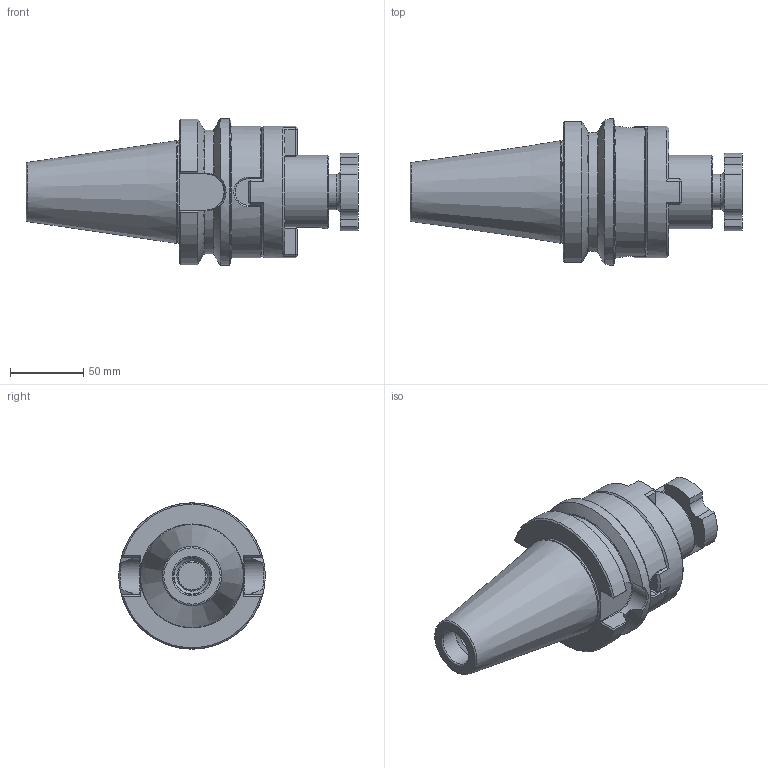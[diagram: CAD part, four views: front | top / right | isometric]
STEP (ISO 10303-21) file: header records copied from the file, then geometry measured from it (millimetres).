
FILE_DESCRIPTION( ( 'Unknown' ), '1' );
FILE_NAME( '215045050-B.stp', 'Unknown', ( 'Unknown' ), ( 'Unknown' ), 'PSStep 15.0.49', 'Unknown', ' ' );
FILE_SCHEMA( ( 'AUTOMOTIVE_DESIGN { 1 0 10303 214 1 1 1 1 }' ) );
Length unit declared in the file: millimetre
Products named in the file (3): 1; 2; 3
Bounding box: 226.8 x 100 x 100 mm (x, y, z)
Volume: 751791.5 mm3; surface area: 97925.6 mm2
Topology: 3 solids, 3 shells, 205 faces, 501 edges, 304 vertices
Faces by surface type: plane 118, cone 34, cylinder 34, torus 13, bspline 6
Full cylindrical faces by diameter (mm): 20.752 x3, 24 x1, 25 x2, 49.4 x1, 50 x2, 90 x2, 100 x1
Entity records: 8045 total; most frequent: CARTESIAN_POINT 1930, ORIENTED_EDGE 922, DIRECTION 872, EDGE_CURVE 461, AXIS2_PLACEMENT_3D 322, VERTEX_POINT 293, EDGE_LOOP 238, LINE 228
